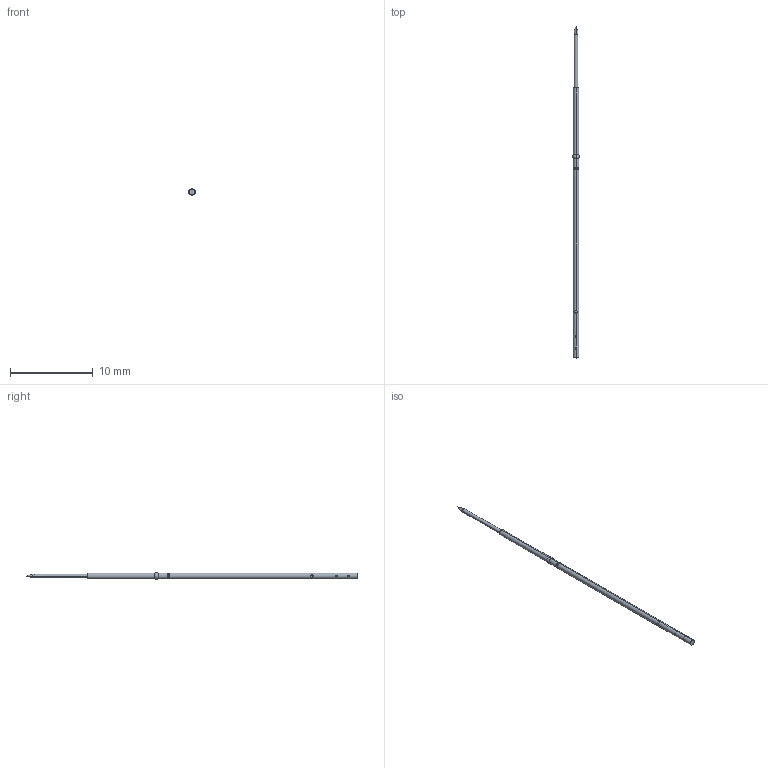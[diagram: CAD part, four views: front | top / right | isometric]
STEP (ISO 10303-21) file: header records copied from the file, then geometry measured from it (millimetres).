
FILE_DESCRIPTION (( 'STEP AP203' ), '1' );
FILE_NAME ('INGUN_GKS-081_291_050_A_xx08.STEP', '2021-09-30T07:43:12', ( 'ochi' ), ( '' ), 'SwSTEP 2.0', 'SolidWorks 2018', '' );
FILE_SCHEMA (( 'CONFIG_CONTROL_DESIGN' ));
Length unit declared in the file: millimetre
Products named in the file (1): INGUN_GKS-081_291_050_A_xx08
Bounding box: 0.81 x 40.2 x 0.82 mm (x, y, z)
Volume: 13.7 mm3; surface area: 82.9 mm2
Topology: 1 solids, 1 shells, 32 faces, 68 edges, 45 vertices
Faces by surface type: cylinder 20, torus 6, plane 6
Entity records: 1447 total; most frequent: CARTESIAN_POINT 710, ORIENTED_EDGE 136, DIRECTION 128, EDGE_CURVE 68, AXIS2_PLACEMENT_3D 55, VERTEX_POINT 45, EDGE_LOOP 39, ADVANCED_FACE 32
